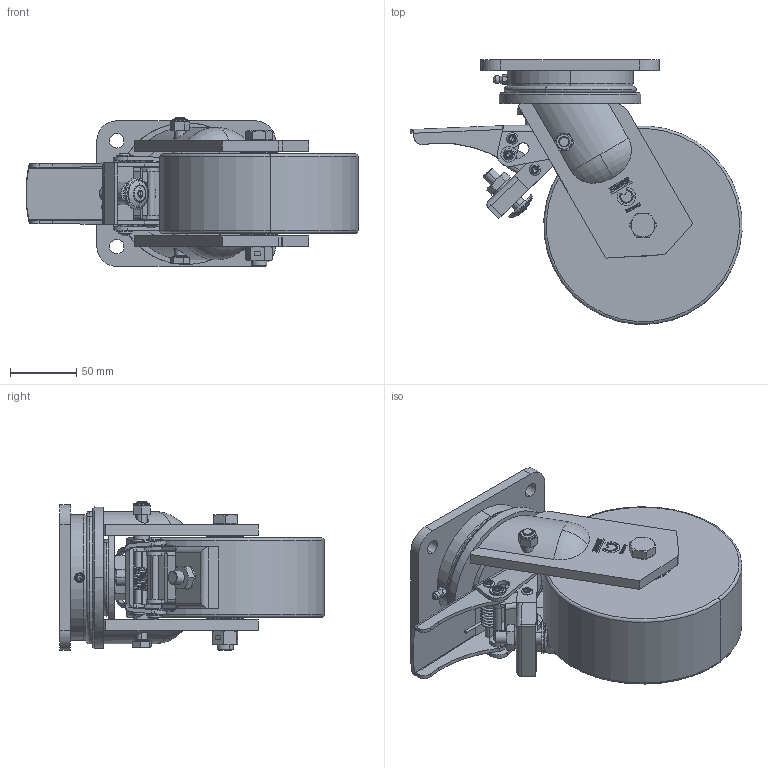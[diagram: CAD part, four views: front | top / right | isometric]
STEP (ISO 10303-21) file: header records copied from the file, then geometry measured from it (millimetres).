
FILE_DESCRIPTION (( 'STEP AP214' ), '1' );
FILE_NAME ('0019272_L-HB-STS-150-K-3-DSV.STEP', '2015-08-06T11:29:42', ( '' ), ( '' ), 'SwSTEP 2.0', 'SolidWorks 2014', '' );
FILE_SCHEMA (( 'AUTOMOTIVE_DESIGN' ));
Length unit declared in the file: millimetre
Products named in the file (2): 0019272_L-HB-STS-150-K-3-DSV
Bounding box: 250.92 x 199.86 x 112.5 mm (x, y, z)
Volume: 1572375 mm3; surface area: 281282.8 mm2
Topology: 44 solids, 44 shells, 1282 faces, 3142 edges, 2004 vertices
Faces by surface type: plane 536, cylinder 308, bspline 234, torus 100, cone 98, sphere 6
Entity records: 60411 total; most frequent: CARTESIAN_POINT 16898, ORIENTED_EDGE 6254, DIRECTION 5423, EDGE_CURVE 3127, VERTEX_POINT 2003, AXIS2_PLACEMENT_3D 1911, LINE 1601, VECTOR 1601
